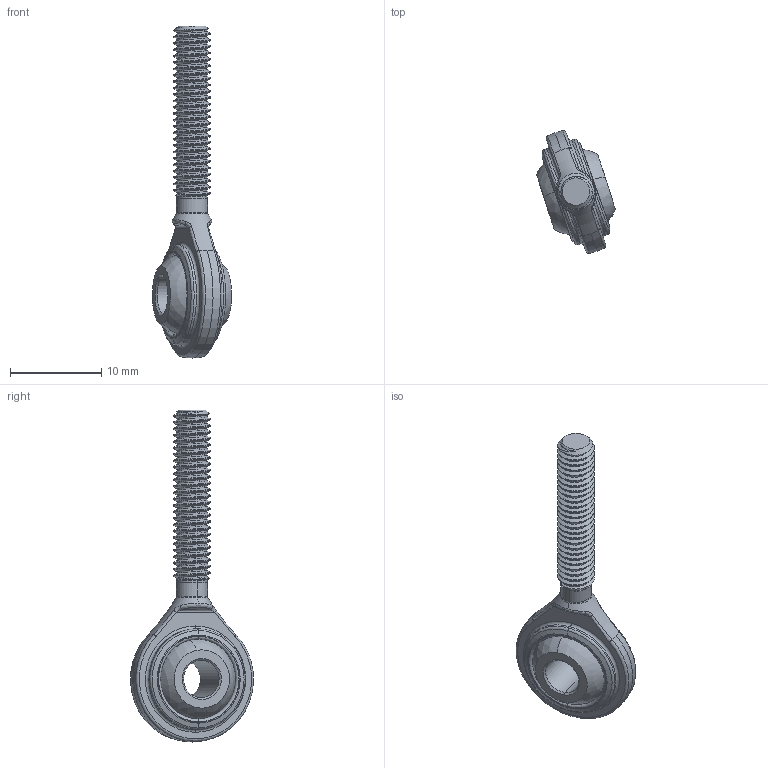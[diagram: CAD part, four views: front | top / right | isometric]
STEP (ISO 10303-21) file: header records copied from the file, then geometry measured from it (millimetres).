
FILE_DESCRIPTION (( 'STEP AP203' ), '1' );
FILE_NAME ('2913-0104-0294 assembly.STEP', '2018-10-29T13:00:21', ( '' ), ( '' ), 'SwSTEP 2.0', 'SolidWorks 2016', '' );
FILE_SCHEMA (( 'CONFIG_CONTROL_DESIGN' ));
Length unit declared in the file: millimetre
Products named in the file (3): 2913-0004-0241 ball; 2913-0104-0294 assembly; 2913-0104-0294 housing
Assembly tree (2 placements, depth 2):
  2913-0104-0294 assembly
    2913-0104-0294 housing
    2913-0004-0241 ball
Bounding box: 8.67 x 13.45 x 36.35 mm (x, y, z)
Volume: 794.6 mm3; surface area: 1154.5 mm2
Topology: 2 solids, 2 shells, 184 faces, 497 edges, 316 vertices
Faces by surface type: cylinder 118, torus 26, cone 12, bspline 12, plane 10, sphere 6
Entity records: 8803 total; most frequent: CARTESIAN_POINT 4584, ORIENTED_EDGE 974, DIRECTION 716, EDGE_CURVE 487, VERTEX_POINT 310, AXIS2_PLACEMENT_3D 293, EDGE_LOOP 191, ADVANCED_FACE 184
